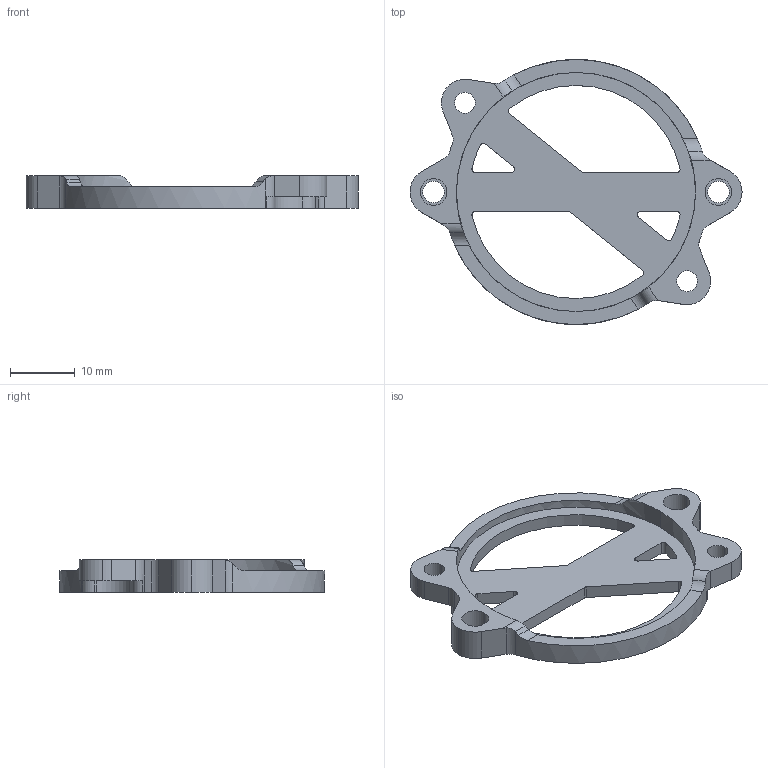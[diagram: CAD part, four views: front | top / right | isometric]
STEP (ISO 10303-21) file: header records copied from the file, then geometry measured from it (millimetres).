
FILE_DESCRIPTION (( 'STEP AP203' ), '1' );
FILE_NAME ('Toolboard Motor Mount.STEP', '2024-08-06T10:34:14', ( '' ), ( '' ), 'SwSTEP 2.0', 'SolidWorks 2022', '' );
FILE_SCHEMA (( 'CONFIG_CONTROL_DESIGN' ));
Length unit declared in the file: millimetre
Products named in the file (1): Toolboard Motor Mount
Bounding box: 51.09 x 40.8 x 5 mm (x, y, z)
Volume: 2483.6 mm3; surface area: 3202.2 mm2
Topology: 1 solids, 1 shells, 99 faces, 287 edges, 192 vertices
Faces by surface type: cylinder 69, plane 30
Entity records: 3548 total; most frequent: CARTESIAN_POINT 755, DIRECTION 587, ORIENTED_EDGE 574, EDGE_CURVE 287, AXIS2_PLACEMENT_3D 228, VERTEX_POINT 192, LINE 131, VECTOR 131
